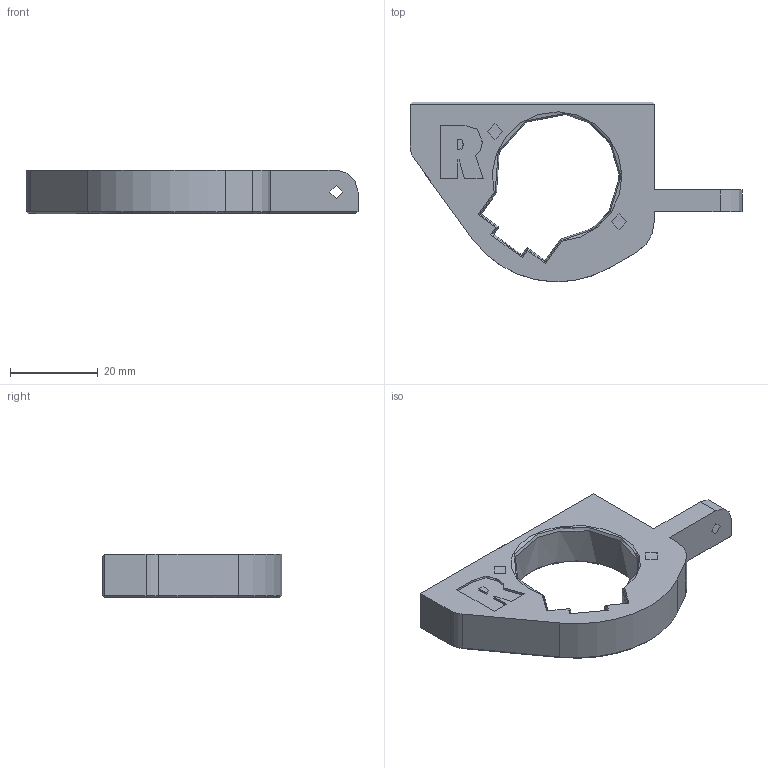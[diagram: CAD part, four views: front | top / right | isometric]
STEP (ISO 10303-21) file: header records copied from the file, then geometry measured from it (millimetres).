
FILE_DESCRIPTION(('FreeCAD Model'),'2;1');
FILE_NAME('soporteMotorDerecho.step','2017-01-23T23:09:13',('Diego Lale'),( 'Lalebots'),'Open CASCADE STEP processor 6.8','FreeCAD','Unknown');
FILE_SCHEMA(('AUTOMOTIVE_DESIGN_CC2 { 1 2 10303 214 -1 1 5 4 }'));
Length unit declared in the file: millimetre
Products named in the file (2): ASSEMBLY; Fillet002
Assembly tree (1 placements, depth 2):
  ASSEMBLY
    Fillet002
Bounding box: 75.75 x 40.99 x 10 mm (x, y, z)
Volume: 11828.2 mm3; surface area: 5952.5 mm2
Topology: 1 solids, 1 shells, 104 faces, 242 edges, 144 vertices
Faces by surface type: plane 59, cylinder 17, cone 11, bspline 9, extrusion 8
Full cylindrical faces by diameter (mm): 2.8 x5
Entity records: 10320 total; most frequent: CARTESIAN_POINT 5661, DIRECTION 766, VECTOR 516, LINE 508, ORIENTED_EDGE 484, PCURVE 484, DEFINITIONAL_REPRESENTATION 484, EDGE_CURVE 242
